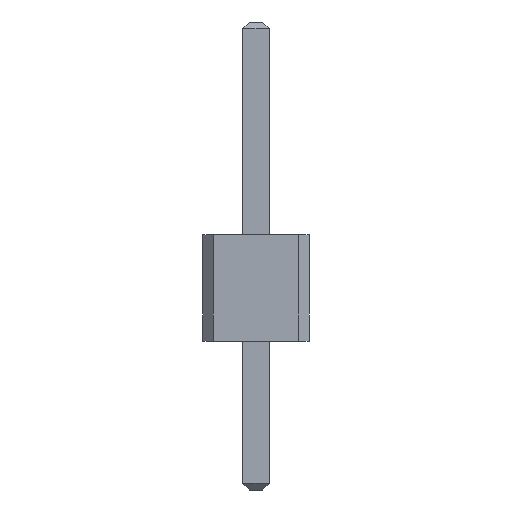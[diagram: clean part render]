
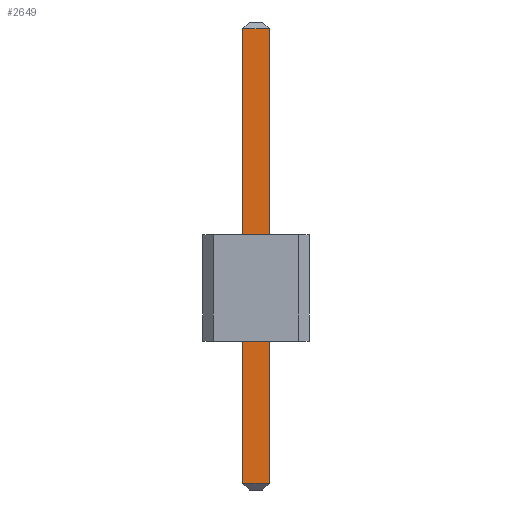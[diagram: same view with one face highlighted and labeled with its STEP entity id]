
A CAD part, front view. The second image highlights one B-rep face of the part: STEP entity #2649.
In plain terms, the highlighted planar face has unit normal (0, -1, 0).
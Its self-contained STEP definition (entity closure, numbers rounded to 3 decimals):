
#13=DIRECTION('',(0.,0.,1.));
#27=VECTOR('',#13,1.);
#67=DIRECTION('',(1.,0.,0.));
#1238=VECTOR('',#67,1.);
#1249=DIRECTION('',(0.,1.,0.));
#2626=EDGE_CURVE('',#2627,#2629,#2631,.T.);
#2627=VERTEX_POINT('',#2628);
#2628=CARTESIAN_POINT('',(-0.25,-40.25,-2.675));
#2629=VERTEX_POINT('',#2630);
#2630=CARTESIAN_POINT('',(-0.25,-40.25,5.875));
#2631=LINE('',#2632,#27);
#2632=CARTESIAN_POINT('',(-0.25,-40.25,-2.8));
#2649=ADVANCED_FACE('',(#2650),#2667,.F.);
#2650=FACE_BOUND('',#2651,.F.);
#2651=EDGE_LOOP('',(#2652,#2660,#2663,#2664));
#2652=ORIENTED_EDGE('',*,*,#2653,.F.);
#2653=EDGE_CURVE('',#2654,#2656,#2658,.T.);
#2654=VERTEX_POINT('',#2655);
#2655=CARTESIAN_POINT('',(0.25,-40.25,-2.675));
#2656=VERTEX_POINT('',#2657);
#2657=CARTESIAN_POINT('',(0.25,-40.25,5.875));
#2658=LINE('',#2659,#27);
#2659=CARTESIAN_POINT('',(0.25,-40.25,-2.8));
#2660=ORIENTED_EDGE('',*,*,#2661,.F.);
#2661=EDGE_CURVE('',#2627,#2654,#2662,.T.);
#2662=LINE('',#2628,#1238);
#2663=ORIENTED_EDGE('',*,*,#2626,.T.);
#2664=ORIENTED_EDGE('',*,*,#2665,.T.);
#2665=EDGE_CURVE('',#2629,#2656,#2666,.T.);
#2666=LINE('',#2630,#1238);
#2667=PLANE('',#2668);
#2668=AXIS2_PLACEMENT_3D('',#2632,#1249,#13);
